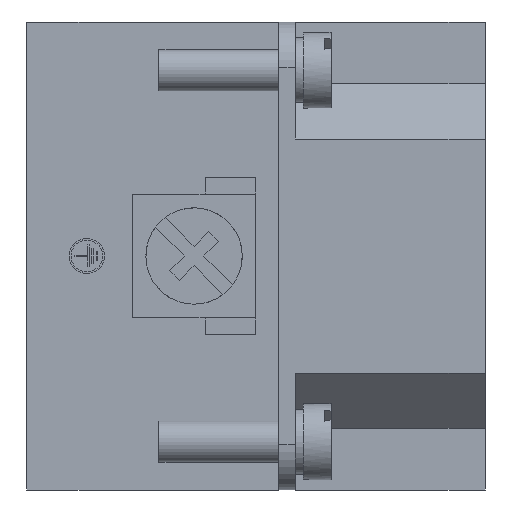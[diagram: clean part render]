
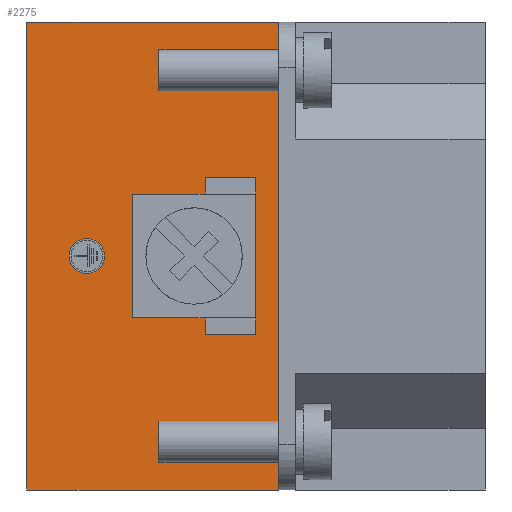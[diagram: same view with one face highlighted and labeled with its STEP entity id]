
A CAD part, left-side view. The second image highlights one B-rep face of the part: STEP entity #2275.
In plain terms, the highlighted planar face has unit normal (-1, 0, 0).
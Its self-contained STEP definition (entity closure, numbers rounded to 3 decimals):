
#1742=FACE_BOUND('',#3830,.T.);
#1743=FACE_BOUND('',#3831,.T.);
#1744=FACE_BOUND('',#3832,.T.);
#2275=ADVANCED_FACE('',(#1742,#1743,#1744),#2746,.T.);
#2746=PLANE('',#14146);
#3830=EDGE_LOOP('',(#6514,#6515,#6516,#6517,#6518,#6519,#6520,#6521));
#3831=EDGE_LOOP('',(#6522));
#3832=EDGE_LOOP('',(#6523,#6524,#6525,#6526));
#6514=ORIENTED_EDGE('',*,*,#7690,.T.);
#6515=ORIENTED_EDGE('',*,*,#7675,.T.);
#6516=ORIENTED_EDGE('',*,*,#7678,.T.);
#6517=ORIENTED_EDGE('',*,*,#7681,.T.);
#6518=ORIENTED_EDGE('',*,*,#7682,.T.);
#6519=ORIENTED_EDGE('',*,*,#7685,.T.);
#6520=ORIENTED_EDGE('',*,*,#7686,.T.);
#6521=ORIENTED_EDGE('',*,*,#7688,.T.);
#6522=ORIENTED_EDGE('',*,*,#7742,.T.);
#6523=ORIENTED_EDGE('',*,*,#8897,.T.);
#6524=ORIENTED_EDGE('',*,*,#8898,.T.);
#6525=ORIENTED_EDGE('',*,*,#8894,.T.);
#6526=ORIENTED_EDGE('',*,*,#8890,.T.);
#6698=VERTEX_POINT('',#17513);
#6699=VERTEX_POINT('',#17514);
#6700=VERTEX_POINT('',#17519);
#6701=VERTEX_POINT('',#17523);
#6702=VERTEX_POINT('',#17527);
#6703=VERTEX_POINT('',#17531);
#6704=VERTEX_POINT('',#17535);
#6705=VERTEX_POINT('',#17539);
#6741=VERTEX_POINT('',#17653);
#7527=VERTEX_POINT('',#20104);
#7528=VERTEX_POINT('',#20106);
#7531=VERTEX_POINT('',#20114);
#7533=VERTEX_POINT('',#20120);
#7675=EDGE_CURVE('',#6698,#6699,#10129,.T.);
#7678=EDGE_CURVE('',#6699,#6700,#10132,.T.);
#7681=EDGE_CURVE('',#6700,#6701,#10135,.T.);
#7682=EDGE_CURVE('',#6701,#6702,#10136,.T.);
#7685=EDGE_CURVE('',#6702,#6703,#10139,.T.);
#7686=EDGE_CURVE('',#6703,#6704,#10140,.T.);
#7688=EDGE_CURVE('',#6704,#6705,#10142,.T.);
#7690=EDGE_CURVE('',#6705,#6698,#10144,.T.);
#7742=EDGE_CURVE('',#6741,#6741,#8958,.T.);
#8890=EDGE_CURVE('',#7528,#7527,#11229,.T.);
#8894=EDGE_CURVE('',#7531,#7528,#11233,.T.);
#8897=EDGE_CURVE('',#7527,#7533,#11236,.T.);
#8898=EDGE_CURVE('',#7533,#7531,#11237,.T.);
#8958=CIRCLE('',#13616,1.28);
#10129=LINE('',#17512,#11595);
#10132=LINE('',#17518,#11598);
#10135=LINE('',#17524,#11601);
#10136=LINE('',#17526,#11602);
#10139=LINE('',#17532,#11605);
#10140=LINE('',#17534,#11606);
#10142=LINE('',#17538,#11608);
#10144=LINE('',#17542,#11610);
#11229=LINE('',#20105,#12695);
#11233=LINE('',#20113,#12699);
#11236=LINE('',#20119,#12702);
#11237=LINE('',#20121,#12703);
#11595=VECTOR('',#14666,1.);
#11598=VECTOR('',#14671,1.);
#11601=VECTOR('',#14676,1.);
#11602=VECTOR('',#14679,1.);
#11605=VECTOR('',#14684,1.);
#11606=VECTOR('',#14687,1.);
#11608=VECTOR('',#14691,1.);
#11610=VECTOR('',#14695,1.);
#12695=VECTOR('',#16888,1.);
#12699=VECTOR('',#16894,1.);
#12702=VECTOR('',#16899,1.);
#12703=VECTOR('',#16900,1.);
#13616=AXIS2_PLACEMENT_3D('',#17652,#14796,#14797);
#14146=AXIS2_PLACEMENT_3D('',#20122,#16901,#16902);
#14666=DIRECTION('',(0.,1.,0.));
#14671=DIRECTION('',(0.,0.,1.));
#14676=DIRECTION('',(0.,1.,0.));
#14679=DIRECTION('',(0.,0.,1.));
#14684=DIRECTION('',(0.,-1.,0.));
#14687=DIRECTION('',(0.,0.,1.));
#14691=DIRECTION('',(0.,-1.,0.));
#14695=DIRECTION('',(0.,0.,-1.));
#14796=DIRECTION('',(1.,0.,0.));
#14797=DIRECTION('',(0.,-1.,0.));
#16888=DIRECTION('',(0.,-1.,0.));
#16894=DIRECTION('',(0.,0.,-1.));
#16899=DIRECTION('',(0.,0.,1.));
#16900=DIRECTION('',(0.,1.,0.));
#16901=DIRECTION('',(-1.,0.,0.));
#16902=DIRECTION('',(0.,1.,0.));
#17512=CARTESIAN_POINT('',(-15.15,1.65,-5.7));
#17513=CARTESIAN_POINT('',(-15.15,1.65,-5.7));
#17514=CARTESIAN_POINT('',(-15.15,5.35,-5.7));
#17518=CARTESIAN_POINT('',(-15.15,5.35,-5.7));
#17519=CARTESIAN_POINT('',(-15.15,5.35,-4.5));
#17523=CARTESIAN_POINT('',(-15.15,10.65,-4.5));
#17524=CARTESIAN_POINT('',(-15.15,5.35,-4.5));
#17526=CARTESIAN_POINT('',(-15.15,10.65,-4.5));
#17527=CARTESIAN_POINT('',(-15.15,10.65,4.5));
#17531=CARTESIAN_POINT('',(-15.15,5.35,4.5));
#17532=CARTESIAN_POINT('',(-15.15,10.65,4.5));
#17534=CARTESIAN_POINT('',(-15.15,5.35,4.5));
#17535=CARTESIAN_POINT('',(-15.15,5.35,5.7));
#17538=CARTESIAN_POINT('',(-15.15,5.35,5.7));
#17539=CARTESIAN_POINT('',(-15.15,1.65,5.7));
#17542=CARTESIAN_POINT('',(-15.15,1.65,5.7));
#17652=CARTESIAN_POINT('',(-15.15,13.936,0.));
#17653=CARTESIAN_POINT('',(-15.15,12.656,0.));
#20104=CARTESIAN_POINT('',(-15.15,0.,-17.));
#20105=CARTESIAN_POINT('',(-15.15,18.3,-17.));
#20106=CARTESIAN_POINT('',(-15.15,18.3,-17.));
#20113=CARTESIAN_POINT('',(-15.15,18.3,17.));
#20114=CARTESIAN_POINT('',(-15.15,18.3,17.));
#20119=CARTESIAN_POINT('',(-15.15,0.,-17.));
#20120=CARTESIAN_POINT('',(-15.15,0.,17.));
#20121=CARTESIAN_POINT('',(-15.15,0.,17.));
#20122=CARTESIAN_POINT('',(-15.15,-15.783,17.95));
